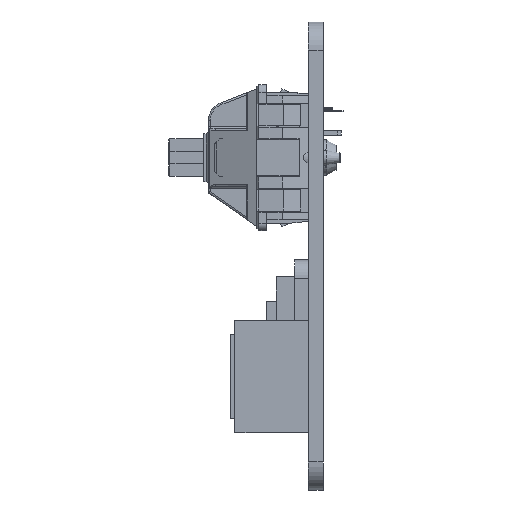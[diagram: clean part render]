
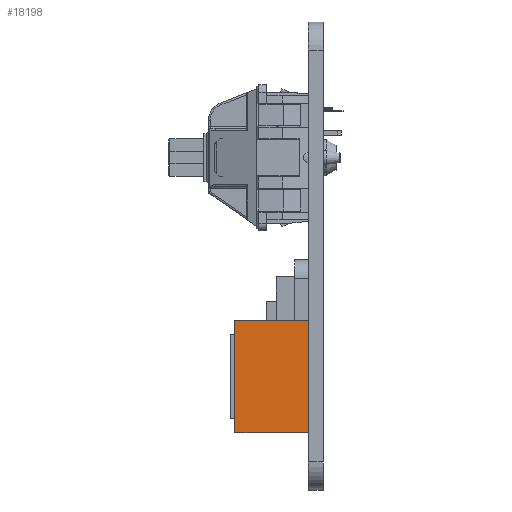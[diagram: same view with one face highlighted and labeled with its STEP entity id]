
A CAD part, left-side view. The second image highlights one B-rep face of the part: STEP entity #18198.
In plain terms, the highlighted face is planar.
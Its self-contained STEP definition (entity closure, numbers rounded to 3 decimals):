
#2233=FACE_OUTER_BOUND('',#3303,.T.);
#3303=EDGE_LOOP('',(#16512,#16513,#16514,#16515));
#5196=LINE('',#31520,#7137);
#5216=LINE('',#31561,#7157);
#5219=LINE('',#31566,#7160);
#5223=LINE('',#31574,#7164);
#7137=VECTOR('',#24957,10.);
#7157=VECTOR('',#24991,10.);
#7160=VECTOR('',#24996,10.);
#7164=VECTOR('',#25006,10.);
#8804=VERTEX_POINT('',#31517);
#8805=VERTEX_POINT('',#31519);
#8816=VERTEX_POINT('',#31554);
#8819=VERTEX_POINT('',#31559);
#11366=EDGE_CURVE('',#8804,#8805,#5196,.T.);
#11386=EDGE_CURVE('',#8819,#8816,#5216,.T.);
#11389=EDGE_CURVE('',#8816,#8804,#5219,.T.);
#11393=EDGE_CURVE('',#8819,#8805,#5223,.T.);
#16512=ORIENTED_EDGE('',*,*,#11389,.F.);
#16513=ORIENTED_EDGE('',*,*,#11386,.F.);
#16514=ORIENTED_EDGE('',*,*,#11393,.T.);
#16515=ORIENTED_EDGE('',*,*,#11366,.F.);
#17225=PLANE('',#19902);
#18198=ADVANCED_FACE('',(#2233),#17225,.T.);
#19902=AXIS2_PLACEMENT_3D('',#31573,#25004,#25005);
#24957=DIRECTION('',(0.,1.,0.));
#24991=DIRECTION('',(0.,-1.,0.));
#24996=DIRECTION('',(-1.,0.,0.));
#25004=DIRECTION('center_axis',(0.,0.,
1.));
#25005=DIRECTION('ref_axis',(0.,-1.,0.));
#25006=DIRECTION('',(-1.,0.,0.));
#31517=CARTESIAN_POINT('',(1.2,-6.,19.));
#31519=CARTESIAN_POINT('',(1.2,6.,19.));
#31520=CARTESIAN_POINT('',(1.2,-3.,19.));
#31554=CARTESIAN_POINT('',(9.2,-6.,19.));
#31559=CARTESIAN_POINT('',(9.2,6.,19.));
#31561=CARTESIAN_POINT('',(9.2,6.,19.));
#31566=CARTESIAN_POINT('',(5.2,-6.,19.));
#31573=CARTESIAN_POINT('Origin',(5.2,6.,19.));
#31574=CARTESIAN_POINT('',(5.2,6.,19.));
